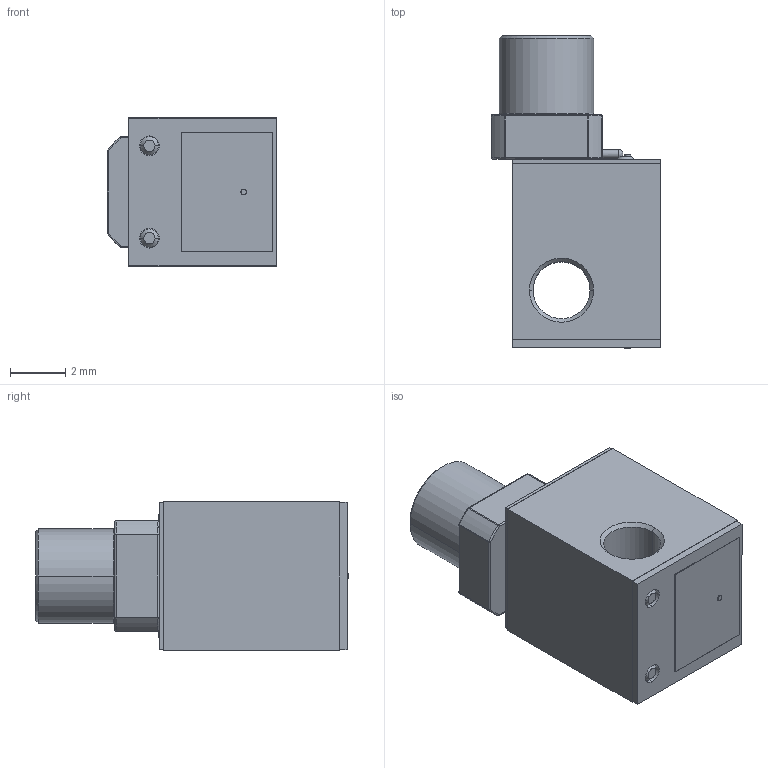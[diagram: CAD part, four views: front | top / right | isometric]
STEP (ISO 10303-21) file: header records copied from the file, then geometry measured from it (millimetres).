
FILE_DESCRIPTION (( 'STEP AP203' ), '1' );
FILE_NAME ('AM-CA-9550-EL.STEP', '2022-05-11T23:29:54', ( '' ), ( '' ), 'SwSTEP 2.0', 'SolidWorks 2021', '' );
FILE_SCHEMA (( 'CONFIG_CONTROL_DESIGN' ));
Length unit declared in the file: millimetre
Products named in the file (1): AM-CA-9550-EL
Bounding box: 6.12 x 11.28 x 5.36 mm (x, y, z)
Volume: 217.6 mm3; surface area: 314.9 mm2
Topology: 1 solids, 1 shells, 162 faces, 369 edges, 213 vertices
Faces by surface type: cylinder 53, plane 53, bspline 38, cone 18
Entity records: 5259 total; most frequent: CARTESIAN_POINT 1698, DIRECTION 741, ORIENTED_EDGE 714, EDGE_CURVE 357, AXIS2_PLACEMENT_3D 282, VERTEX_POINT 213, EDGE_LOOP 182, LINE 177
